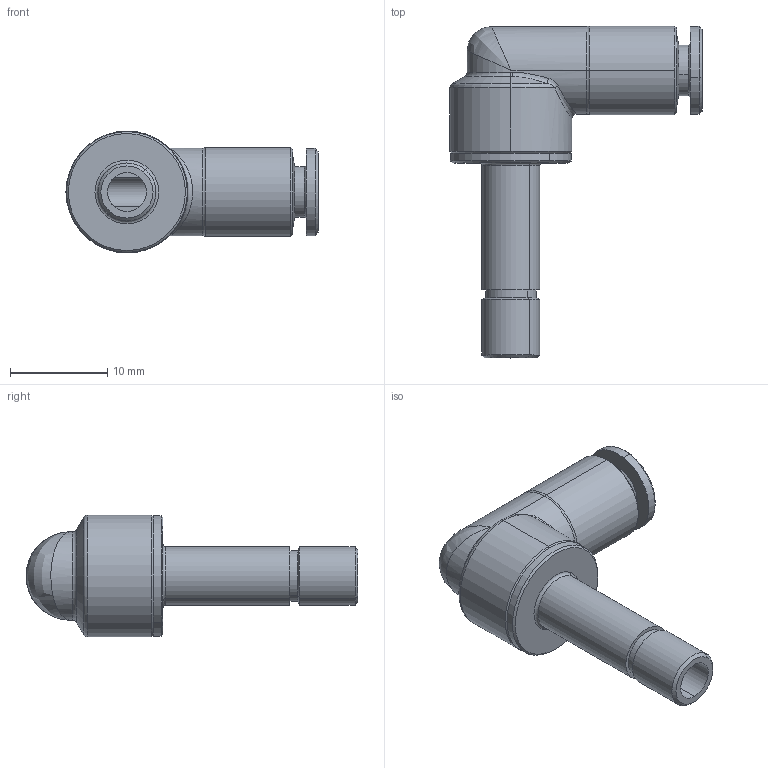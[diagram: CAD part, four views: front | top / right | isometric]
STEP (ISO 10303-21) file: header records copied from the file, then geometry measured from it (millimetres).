
FILE_DESCRIPTION (( 'STEP AP203' ), '1' );
FILE_NAME ('A0331030.STEP', '2009-04-09T06:51:20', ( '' ), ( 'sopra-pneumatic' ), 'SwSTEP 2.0', 'SolidWorks 2009', '' );
FILE_SCHEMA (( 'CONFIG_CONTROL_DESIGN' ));
Length unit declared in the file: millimetre
Products named in the file (1): A0331030
Bounding box: 25.85 x 34.05 x 12.5 mm (x, y, z)
Volume: 2202.6 mm3; surface area: 2109.8 mm2
Topology: 1 solids, 1 shells, 78 faces, 168 edges, 95 vertices
Faces by surface type: cylinder 29, cone 23, torus 10, plane 10, bspline 6
Entity records: 2545 total; most frequent: CARTESIAN_POINT 787, DIRECTION 384, ORIENTED_EDGE 332, AXIS2_PLACEMENT_3D 166, EDGE_CURVE 166, VERTEX_POINT 95, CIRCLE 93, EDGE_LOOP 85
